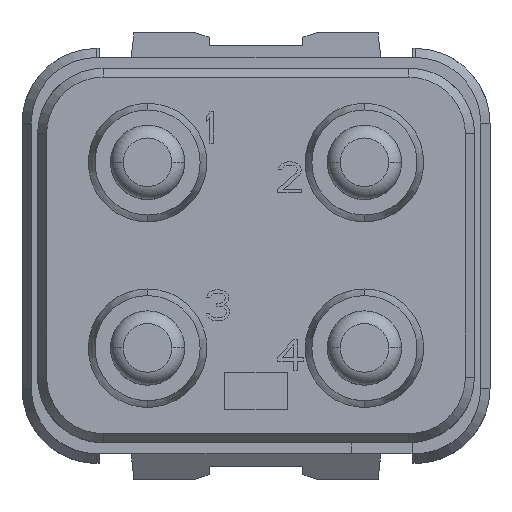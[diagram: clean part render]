
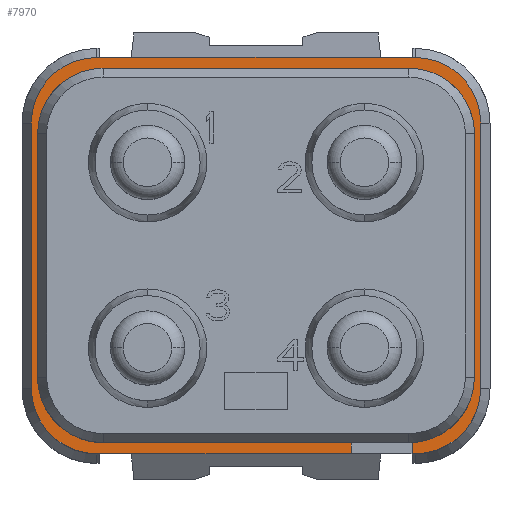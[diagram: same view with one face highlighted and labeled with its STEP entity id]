
A CAD part, top view. The second image highlights one B-rep face of the part: STEP entity #7970.
In plain terms, the highlighted planar face has unit normal (0, 0, 1).
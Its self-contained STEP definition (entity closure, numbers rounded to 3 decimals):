
#1=DIRECTION('',(-1.,0.,0.));
#2=VECTOR('',#1,0.1);
#3=CARTESIAN_POINT('',(5.1,-6.35,0.));
#4=LINE('',#3,#2);
#5=DIRECTION('',(0.,1.,0.));
#6=VECTOR('',#5,0.352);
#7=CARTESIAN_POINT('',(5.,-6.35,0.));
#8=LINE('',#7,#6);
#9=CARTESIAN_POINT('',(4.9,-3.9,0.));
#10=DIRECTION('',(0.,0.,1.));
#11=DIRECTION('',(0.048,-0.999,0.));
#12=AXIS2_PLACEMENT_3D('',#9,#10,#11);
#14=DIRECTION('',(0.,1.,0.));
#15=VECTOR('',#14,7.8);
#16=CARTESIAN_POINT('',(7.,-3.9,0.));
#17=LINE('',#16,#15);
#18=CARTESIAN_POINT('',(4.9,3.9,0.));
#19=DIRECTION('',(0.,0.,1.));
#20=DIRECTION('',(1.,0.,0.));
#21=AXIS2_PLACEMENT_3D('',#18,#19,#20);
#23=DIRECTION('',(-1.,0.,0.));
#24=VECTOR('',#23,9.8);
#25=CARTESIAN_POINT('',(4.9,6.,0.));
#26=LINE('',#25,#24);
#27=CARTESIAN_POINT('',(-4.9,3.9,0.));
#28=DIRECTION('',(0.,0.,1.));
#29=DIRECTION('',(0.,1.,0.));
#30=AXIS2_PLACEMENT_3D('',#27,#28,#29);
#32=DIRECTION('',(0.,-1.,0.));
#33=VECTOR('',#32,7.8);
#34=CARTESIAN_POINT('',(-7.,3.9,0.));
#35=LINE('',#34,#33);
#36=CARTESIAN_POINT('',(-4.9,-3.9,0.));
#37=DIRECTION('',(0.,0.,1.));
#38=DIRECTION('',(-1.,0.,0.));
#39=AXIS2_PLACEMENT_3D('',#36,#37,#38);
#41=DIRECTION('',(1.,0.,0.));
#42=VECTOR('',#41,7.95);
#43=CARTESIAN_POINT('',(-4.9,-6.,0.));
#44=LINE('',#43,#42);
#45=DIRECTION('',(0.,1.,0.));
#46=VECTOR('',#45,0.35);
#47=CARTESIAN_POINT('',(3.05,-6.35,0.));
#48=LINE('',#47,#46);
#49=DIRECTION('',(-1.,0.,0.));
#50=VECTOR('',#49,8.15);
#51=CARTESIAN_POINT('',(3.05,-6.35,0.));
#52=LINE('',#51,#50);
#53=DIRECTION('',(0.,1.,0.));
#54=VECTOR('',#53,8.5);
#55=CARTESIAN_POINT('',(-7.2,-4.25,0.));
#56=LINE('',#55,#54);
#57=DIRECTION('',(1.,0.,0.));
#58=VECTOR('',#57,10.2);
#59=CARTESIAN_POINT('',(-5.1,6.35,0.));
#60=LINE('',#59,#58);
#61=DIRECTION('',(0.,-1.,0.));
#62=VECTOR('',#61,8.5);
#63=CARTESIAN_POINT('',(7.2,4.25,0.));
#64=LINE('',#63,#62);
#1990=CARTESIAN_POINT('',(5.1,-4.25,0.));
#1991=DIRECTION('',(0.,0.,-1.));
#1992=DIRECTION('',(1.,0.,0.));
#1993=AXIS2_PLACEMENT_3D('',#1990,#1991,#1992);
#2027=CARTESIAN_POINT('',(-5.1,4.25,0.));
#2028=DIRECTION('',(0.,0.,-1.));
#2029=DIRECTION('',(-1.,0.,0.));
#2030=AXIS2_PLACEMENT_3D('',#2027,#2028,#2029);
#2044=CARTESIAN_POINT('',(5.1,4.25,0.));
#2045=DIRECTION('',(0.,0.,-1.));
#2046=DIRECTION('',(0.,1.,0.));
#2047=AXIS2_PLACEMENT_3D('',#2044,#2045,#2046);
#2061=CARTESIAN_POINT('',(-5.1,-4.25,0.));
#2062=DIRECTION('',(0.,0.,-1.));
#2063=DIRECTION('',(0.,-1.,0.));
#2064=AXIS2_PLACEMENT_3D('',#2061,#2062,#2063);
#6186=CARTESIAN_POINT('',(5.1,6.35,0.));
#6187=CARTESIAN_POINT('',(7.2,4.25,0.));
#6188=VERTEX_POINT('',#6186);
#6189=VERTEX_POINT('',#6187);
#6190=CARTESIAN_POINT('',(-7.2,4.25,0.));
#6191=CARTESIAN_POINT('',(-5.1,6.35,0.));
#6192=VERTEX_POINT('',#6190);
#6193=VERTEX_POINT('',#6191);
#6194=CARTESIAN_POINT('',(-5.1,-6.35,0.));
#6195=CARTESIAN_POINT('',(-7.2,-4.25,0.));
#6196=VERTEX_POINT('',#6194);
#6197=VERTEX_POINT('',#6195);
#6198=CARTESIAN_POINT('',(7.2,-4.25,0.));
#6199=CARTESIAN_POINT('',(5.1,-6.35,0.));
#6200=VERTEX_POINT('',#6198);
#6201=VERTEX_POINT('',#6199);
#6334=CARTESIAN_POINT('',(-7.,3.9,0.));
#6335=CARTESIAN_POINT('',(-7.,-3.9,0.));
#6336=VERTEX_POINT('',#6334);
#6337=VERTEX_POINT('',#6335);
#6338=CARTESIAN_POINT('',(-4.9,-6.,0.));
#6339=VERTEX_POINT('',#6338);
#6340=CARTESIAN_POINT('',(7.,-3.9,0.));
#6341=CARTESIAN_POINT('',(7.,3.9,0.));
#6342=VERTEX_POINT('',#6340);
#6343=VERTEX_POINT('',#6341);
#6344=CARTESIAN_POINT('',(4.9,6.,0.));
#6345=VERTEX_POINT('',#6344);
#6346=CARTESIAN_POINT('',(-4.9,6.,0.));
#6347=VERTEX_POINT('',#6346);
#6420=CARTESIAN_POINT('',(5.,-6.35,0.));
#6421=VERTEX_POINT('',#6420);
#6422=CARTESIAN_POINT('',(3.05,-6.35,0.));
#6423=VERTEX_POINT('',#6422);
#6424=CARTESIAN_POINT('',(3.05,-6.,0.));
#6425=VERTEX_POINT('',#6424);
#6430=CARTESIAN_POINT('',(5.,-5.998,0.));
#6431=VERTEX_POINT('',#6430);
#7925=CARTESIAN_POINT('',(0.,0.,0.));
#7926=DIRECTION('',(0.,0.,1.));
#7927=DIRECTION('',(1.,0.,0.));
#7928=AXIS2_PLACEMENT_3D('',#7925,#7926,#7927);
#7929=PLANE('',#7928);
#7931=ORIENTED_EDGE('',*,*,#7930,.T.);
#7933=ORIENTED_EDGE('',*,*,#7932,.T.);
#7935=ORIENTED_EDGE('',*,*,#7934,.T.);
#7937=ORIENTED_EDGE('',*,*,#7936,.T.);
#7939=ORIENTED_EDGE('',*,*,#7938,.T.);
#7941=ORIENTED_EDGE('',*,*,#7940,.T.);
#7943=ORIENTED_EDGE('',*,*,#7942,.T.);
#7945=ORIENTED_EDGE('',*,*,#7944,.T.);
#7947=ORIENTED_EDGE('',*,*,#7946,.T.);
#7949=ORIENTED_EDGE('',*,*,#7948,.T.);
#7951=ORIENTED_EDGE('',*,*,#7950,.F.);
#7953=ORIENTED_EDGE('',*,*,#7952,.T.);
#7955=ORIENTED_EDGE('',*,*,#7954,.T.);
#7957=ORIENTED_EDGE('',*,*,#7956,.T.);
#7959=ORIENTED_EDGE('',*,*,#7958,.T.);
#7961=ORIENTED_EDGE('',*,*,#7960,.T.);
#7963=ORIENTED_EDGE('',*,*,#7962,.T.);
#7965=ORIENTED_EDGE('',*,*,#7964,.T.);
#7967=ORIENTED_EDGE('',*,*,#7966,.T.);
#7968=EDGE_LOOP('',(#7931,#7933,#7935,#7937,#7939,#7941,#7943,#7945,#7947,#7949,
#7951,#7953,#7955,#7957,#7959,#7961,#7963,#7965,#7967));
#7969=FACE_OUTER_BOUND('',#7968,.F.);
#7970=ADVANCED_FACE('',(#7969),#7929,.T.);
#13=CIRCLE('',#12,2.1);
#22=CIRCLE('',#21,2.1);
#31=CIRCLE('',#30,2.1);
#40=CIRCLE('',#39,2.1);
#1994=CIRCLE('',#1993,2.1);
#2031=CIRCLE('',#2030,2.1);
#2048=CIRCLE('',#2047,2.1);
#2065=CIRCLE('',#2064,2.1);
#7930=EDGE_CURVE('',#6201,#6421,#4,.T.);
#7932=EDGE_CURVE('',#6421,#6431,#8,.T.);
#7934=EDGE_CURVE('',#6431,#6342,#13,.T.);
#7936=EDGE_CURVE('',#6342,#6343,#17,.T.);
#7938=EDGE_CURVE('',#6343,#6345,#22,.T.);
#7940=EDGE_CURVE('',#6345,#6347,#26,.T.);
#7942=EDGE_CURVE('',#6347,#6336,#31,.T.);
#7944=EDGE_CURVE('',#6336,#6337,#35,.T.);
#7946=EDGE_CURVE('',#6337,#6339,#40,.T.);
#7948=EDGE_CURVE('',#6339,#6425,#44,.T.);
#7950=EDGE_CURVE('',#6423,#6425,#48,.T.);
#7952=EDGE_CURVE('',#6423,#6196,#52,.T.);
#7954=EDGE_CURVE('',#6196,#6197,#2065,.T.);
#7956=EDGE_CURVE('',#6197,#6192,#56,.T.);
#7958=EDGE_CURVE('',#6192,#6193,#2031,.T.);
#7960=EDGE_CURVE('',#6193,#6188,#60,.T.);
#7962=EDGE_CURVE('',#6188,#6189,#2048,.T.);
#7964=EDGE_CURVE('',#6189,#6200,#64,.T.);
#7966=EDGE_CURVE('',#6200,#6201,#1994,.T.);
